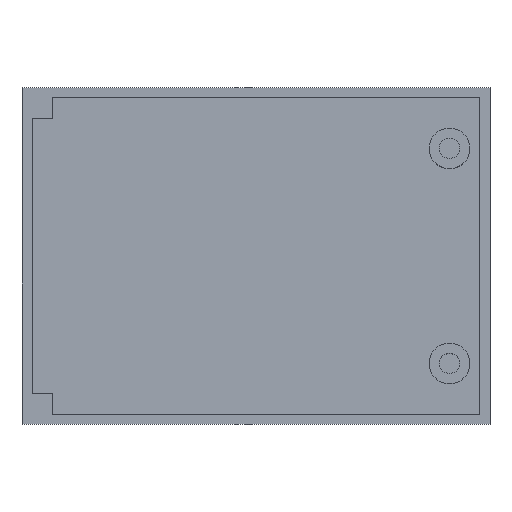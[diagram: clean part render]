
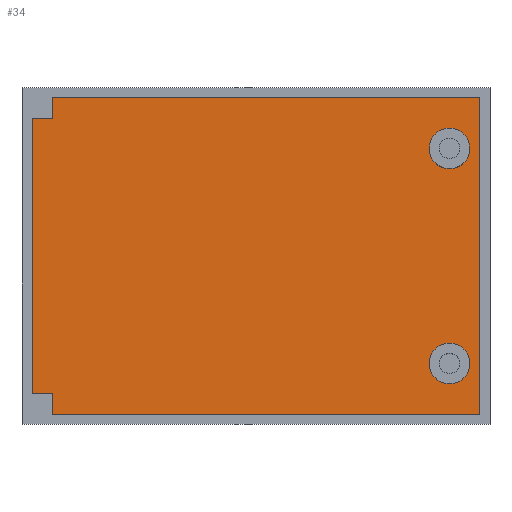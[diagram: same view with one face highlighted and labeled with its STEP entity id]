
A CAD part, top view. The second image highlights one B-rep face of the part: STEP entity #34.
In plain terms, the highlighted planar face has unit normal (0, 0, 1).
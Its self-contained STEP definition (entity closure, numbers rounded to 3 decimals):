
#1 = VERTEX_POINT ( 'NONE', #82 ) ;
#7 = ORIENTED_EDGE ( 'NONE', *, *, #430, .F. ) ;
#14 = DIRECTION ( 'NONE',  ( 1., 0., 0. ) ) ;
#15 = DIRECTION ( 'NONE',  ( -1., 0., 0. ) ) ;
#27 = CARTESIAN_POINT ( 'NONE',  ( 112.729, 79.709, -4.411 ) ) ;
#29 = FACE_BOUND ( 'NONE', #776, .T. ) ;
#34 = ADVANCED_FACE ( 'NONE', ( #29, #701, #528 ), #486, .T. ) ;
#53 = CARTESIAN_POINT ( 'NONE',  ( 71.501, 0., -4.411 ) ) ;
#55 = AXIS2_PLACEMENT_3D ( 'NONE', #540, #545, #160 ) ;
#57 = CARTESIAN_POINT ( 'NONE',  ( 112.729, 58.467, -4.411 ) ) ;
#69 = ORIENTED_EDGE ( 'NONE', *, *, #511, .F. ) ;
#81 = CARTESIAN_POINT ( 'NONE',  ( 71.501, 82.709, -4.411 ) ) ;
#82 = CARTESIAN_POINT ( 'NONE',  ( 73.501, 84.709, -4.411 ) ) ;
#109 = LINE ( 'NONE', #53, #398 ) ;
#125 = ORIENTED_EDGE ( 'NONE', *, *, #374, .F. ) ;
#143 = CIRCLE ( 'NONE', #213, 2. ) ;
#144 = EDGE_CURVE ( 'NONE', #618, #354, #628, .T. ) ;
#150 = CARTESIAN_POINT ( 'NONE',  ( 114.729, 79.709, -4.411 ) ) ;
#157 = ORIENTED_EDGE ( 'NONE', *, *, #351, .F. ) ;
#160 = DIRECTION ( 'NONE',  ( 1., 0., 0. ) ) ;
#167 = ORIENTED_EDGE ( 'NONE', *, *, #144, .F. ) ;
#169 = CIRCLE ( 'NONE', #657, 2. ) ;
#173 = VERTEX_POINT ( 'NONE', #480 ) ;
#180 = EDGE_CURVE ( 'NONE', #1, #549, #362, .T. ) ;
#181 = VECTOR ( 'NONE', #15, 1000. ) ;
#185 = CARTESIAN_POINT ( 'NONE',  ( 71.501, 55.467, -4.411 ) ) ;
#187 = VECTOR ( 'NONE', #786, 1000. ) ;
#191 = DIRECTION ( 'NONE',  ( 0., 0., 1. ) ) ;
#211 = VERTEX_POINT ( 'NONE', #476 ) ;
#213 = AXIS2_PLACEMENT_3D ( 'NONE', #320, #191, #438 ) ;
#222 = VERTEX_POINT ( 'NONE', #533 ) ;
#243 = CARTESIAN_POINT ( 'NONE',  ( 115.729, 53.467, -4.411 ) ) ;
#245 = CARTESIAN_POINT ( 'NONE',  ( 73.501, 84.709, -4.411 ) ) ;
#261 = DIRECTION ( 'NONE',  ( 0., -1., 0. ) ) ;
#271 = ORIENTED_EDGE ( 'NONE', *, *, #725, .F. ) ;
#275 = CARTESIAN_POINT ( 'NONE',  ( 0., 84.709, -4.411 ) ) ;
#294 = DIRECTION ( 'NONE',  ( 0., 1., 0. ) ) ;
#300 = VECTOR ( 'NONE', #381, 1000. ) ;
#305 = VERTEX_POINT ( 'NONE', #243 ) ;
#315 = CARTESIAN_POINT ( 'NONE',  ( 114.729, 58.467, -4.411 ) ) ;
#320 = CARTESIAN_POINT ( 'NONE',  ( 112.729, 79.709, -4.411 ) ) ;
#331 = DIRECTION ( 'NONE',  ( 0., 0., 1. ) ) ;
#342 = LINE ( 'NONE', #245, #491 ) ;
#351 = EDGE_CURVE ( 'NONE', #354, #1, #342, .T. ) ;
#353 = CARTESIAN_POINT ( 'NONE',  ( 71.501, 82.709, -4.411 ) ) ;
#354 = VERTEX_POINT ( 'NONE', #748 ) ;
#358 = LINE ( 'NONE', #428, #181 ) ;
#362 = LINE ( 'NONE', #275, #830 ) ;
#365 = EDGE_CURVE ( 'NONE', #649, #815, #684, .T. ) ;
#371 = DIRECTION ( 'NONE',  ( 0., 1., 0. ) ) ;
#374 = EDGE_CURVE ( 'NONE', #173, #561, #780, .T. ) ;
#381 = DIRECTION ( 'NONE',  ( -1., 0., 0. ) ) ;
#398 = VECTOR ( 'NONE', #445, 1000. ) ;
#408 = EDGE_CURVE ( 'NONE', #815, #222, #802, .T. ) ;
#416 = EDGE_CURVE ( 'NONE', #222, #618, #109, .T. ) ;
#426 = ORIENTED_EDGE ( 'NONE', *, *, #416, .F. ) ;
#428 = CARTESIAN_POINT ( 'NONE',  ( 0., 53.467, -4.411 ) ) ;
#429 = DIRECTION ( 'NONE',  ( 1., 0., 0. ) ) ;
#430 = EDGE_CURVE ( 'NONE', #769, #211, #637, .T. ) ;
#438 = DIRECTION ( 'NONE',  ( 1., 0., 0. ) ) ;
#445 = DIRECTION ( 'NONE',  ( 0., 1., 0. ) ) ;
#450 = CARTESIAN_POINT ( 'NONE',  ( 115.729, 0., -4.411 ) ) ;
#451 = EDGE_LOOP ( 'NONE', ( #157, #167, #426, #630, #796, #473, #271, #672 ) ) ;
#452 = EDGE_CURVE ( 'NONE', #561, #173, #143, .T. ) ;
#473 = ORIENTED_EDGE ( 'NONE', *, *, #633, .F. ) ;
#476 = CARTESIAN_POINT ( 'NONE',  ( 110.729, 58.467, -4.411 ) ) ;
#480 = CARTESIAN_POINT ( 'NONE',  ( 110.729, 79.709, -4.411 ) ) ;
#486 = PLANE ( 'NONE',  #55 ) ;
#491 = VECTOR ( 'NONE', #294, 1000. ) ;
#504 = DIRECTION ( 'NONE',  ( 1., 0., 0. ) ) ;
#511 = EDGE_CURVE ( 'NONE', #211, #769, #169, .T. ) ;
#528 = FACE_OUTER_BOUND ( 'NONE', #451, .T. ) ;
#533 = CARTESIAN_POINT ( 'NONE',  ( 71.501, 55.467, -4.411 ) ) ;
#540 = CARTESIAN_POINT ( 'NONE',  ( 0., 0., -4.411 ) ) ;
#545 = DIRECTION ( 'NONE',  ( 0., 0., 1. ) ) ;
#549 = VERTEX_POINT ( 'NONE', #593 ) ;
#558 = DIRECTION ( 'NONE',  ( 0., 0., 1. ) ) ;
#561 = VERTEX_POINT ( 'NONE', #150 ) ;
#593 = CARTESIAN_POINT ( 'NONE',  ( 115.729, 84.709, -4.411 ) ) ;
#605 = CARTESIAN_POINT ( 'NONE',  ( 73.501, 53.467, -4.411 ) ) ;
#618 = VERTEX_POINT ( 'NONE', #353 ) ;
#628 = LINE ( 'NONE', #81, #187 ) ;
#630 = ORIENTED_EDGE ( 'NONE', *, *, #408, .F. ) ;
#632 = CARTESIAN_POINT ( 'NONE',  ( 112.729, 58.467, -4.411 ) ) ;
#633 = EDGE_CURVE ( 'NONE', #305, #649, #358, .T. ) ;
#637 = CIRCLE ( 'NONE', #704, 2. ) ;
#642 = VECTOR ( 'NONE', #261, 1000. ) ;
#649 = VERTEX_POINT ( 'NONE', #605 ) ;
#657 = AXIS2_PLACEMENT_3D ( 'NONE', #57, #331, #770 ) ;
#669 = AXIS2_PLACEMENT_3D ( 'NONE', #27, #558, #429 ) ;
#672 = ORIENTED_EDGE ( 'NONE', *, *, #180, .F. ) ;
#684 = LINE ( 'NONE', #690, #727 ) ;
#690 = CARTESIAN_POINT ( 'NONE',  ( 73.501, 53.467, -4.411 ) ) ;
#695 = DIRECTION ( 'NONE',  ( 0., 0., 1. ) ) ;
#701 = FACE_BOUND ( 'NONE', #757, .T. ) ;
#704 = AXIS2_PLACEMENT_3D ( 'NONE', #632, #695, #504 ) ;
#725 = EDGE_CURVE ( 'NONE', #549, #305, #778, .T. ) ;
#727 = VECTOR ( 'NONE', #371, 1000. ) ;
#748 = CARTESIAN_POINT ( 'NONE',  ( 73.501, 82.709, -4.411 ) ) ;
#757 = EDGE_LOOP ( 'NONE', ( #125, #825 ) ) ;
#769 = VERTEX_POINT ( 'NONE', #315 ) ;
#770 = DIRECTION ( 'NONE',  ( 1., 0., 0. ) ) ;
#776 = EDGE_LOOP ( 'NONE', ( #69, #7 ) ) ;
#778 = LINE ( 'NONE', #450, #642 ) ;
#780 = CIRCLE ( 'NONE', #669, 2. ) ;
#786 = DIRECTION ( 'NONE',  ( 1., 0., 0. ) ) ;
#796 = ORIENTED_EDGE ( 'NONE', *, *, #365, .F. ) ;
#802 = LINE ( 'NONE', #185, #300 ) ;
#815 = VERTEX_POINT ( 'NONE', #818 ) ;
#818 = CARTESIAN_POINT ( 'NONE',  ( 73.501, 55.467, -4.411 ) ) ;
#825 = ORIENTED_EDGE ( 'NONE', *, *, #452, .F. ) ;
#830 = VECTOR ( 'NONE', #14, 1000. ) ;
